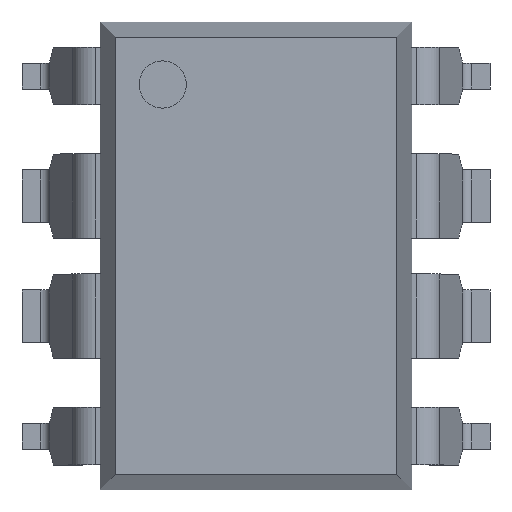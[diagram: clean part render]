
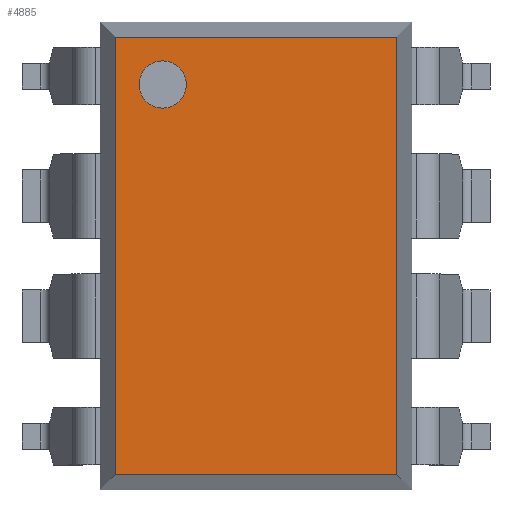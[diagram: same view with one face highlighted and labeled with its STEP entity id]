
A CAD part, top view. The second image highlights one B-rep face of the part: STEP entity #4885.
In plain terms, the highlighted planar face has unit normal (0, 0, 1).
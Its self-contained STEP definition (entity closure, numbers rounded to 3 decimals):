
#4567=CARTESIAN_POINT('',(-1.475,3.625,4.455));
#4568=VERTEX_POINT('',#4567);
#4577=CARTESIAN_POINT('',(-2.475,3.625,4.455));
#4578=VERTEX_POINT('',#4577);
#4579=CARTESIAN_POINT('',(-1.975,3.625,4.455));
#4580=DIRECTION('',(0.0,0.0,-1.0));
#4581=DIRECTION('',(1.0,0.0,0.0));
#4582=AXIS2_PLACEMENT_3D('',#4579,#4580,#4581);
#4583=CIRCLE('',#4582,0.5);
#4584=EDGE_CURVE('',#4578,#4568,#4583,.T.);
#4618=CARTESIAN_POINT('',(-1.975,3.625,4.455));
#4619=DIRECTION('',(0.0,0.0,-1.0));
#4620=DIRECTION('',(1.0,0.0,0.0));
#4621=AXIS2_PLACEMENT_3D('',#4618,#4619,#4620);
#4622=CIRCLE('',#4621,0.5);
#4623=EDGE_CURVE('',#4568,#4578,#4622,.T.);
#4779=CARTESIAN_POINT('',(2.975,-4.625,4.455));
#4780=VERTEX_POINT('',#4779);
#4781=CARTESIAN_POINT('',(-2.975,-4.625,4.455));
#4782=VERTEX_POINT('',#4781);
#4783=CARTESIAN_POINT('',(2.975,-4.625,4.455));
#4784=DIRECTION('',(-1.0,0.0,0.0));
#4785=VECTOR('',#4784,5.95);
#4786=LINE('',#4783,#4785);
#4787=EDGE_CURVE('',#4780,#4782,#4786,.T.);
#4810=CARTESIAN_POINT('',(-2.975,4.625,4.455));
#4811=VERTEX_POINT('',#4810);
#4812=CARTESIAN_POINT('',(-2.975,-4.625,4.455));
#4813=DIRECTION('',(0.0,1.0,0.0));
#4814=VECTOR('',#4813,9.25);
#4815=LINE('',#4812,#4814);
#4816=EDGE_CURVE('',#4782,#4811,#4815,.T.);
#4834=CARTESIAN_POINT('',(2.975,4.625,4.455));
#4835=VERTEX_POINT('',#4834);
#4836=CARTESIAN_POINT('',(-2.975,4.625,4.455));
#4837=DIRECTION('',(1.0,0.0,0.0));
#4838=VECTOR('',#4837,5.95);
#4839=LINE('',#4836,#4838);
#4840=EDGE_CURVE('',#4811,#4835,#4839,.T.);
#4858=CARTESIAN_POINT('',(2.975,4.625,4.455));
#4859=DIRECTION('',(0.0,-1.0,0.0));
#4860=VECTOR('',#4859,9.25);
#4861=LINE('',#4858,#4860);
#4862=EDGE_CURVE('',#4835,#4780,#4861,.T.);
#4870=CARTESIAN_POINT('',(0.,0.0,4.455));
#4871=DIRECTION('',(0.0,0.0,1.0));
#4872=DIRECTION('',(1.0,0.0,0.0));
#4873=AXIS2_PLACEMENT_3D('',#4870,#4871,#4872);
#4874=PLANE('',#4873);
#4875=ORIENTED_EDGE('',*,*,#4787,.F.);
#4876=ORIENTED_EDGE('',*,*,#4862,.F.);
#4877=ORIENTED_EDGE('',*,*,#4840,.F.);
#4878=ORIENTED_EDGE('',*,*,#4816,.F.);
#4879=EDGE_LOOP('',(#4875,#4876,#4877,#4878));
#4880=FACE_OUTER_BOUND('',#4879,.T.);
#4881=ORIENTED_EDGE('',*,*,#4623,.T.);
#4882=ORIENTED_EDGE('',*,*,#4584,.T.);
#4883=EDGE_LOOP('',(#4881,#4882));
#4884=FACE_BOUND('',#4883,.T.);
#4885=ADVANCED_FACE('',(#4880,#4884),#4874,.T.);
